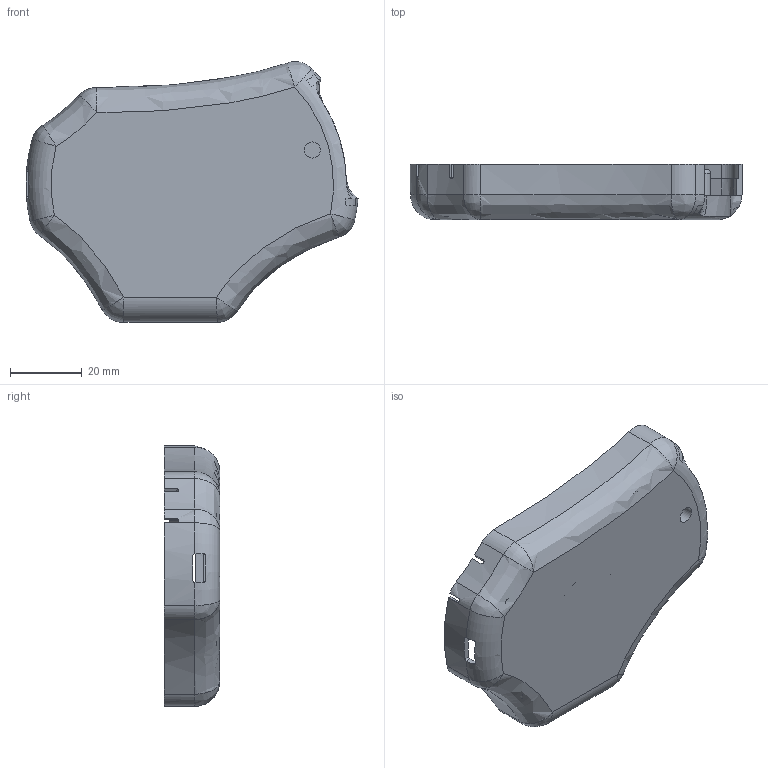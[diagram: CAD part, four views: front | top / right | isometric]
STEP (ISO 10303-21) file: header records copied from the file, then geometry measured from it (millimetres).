
FILE_DESCRIPTION(/* description */ (''),/* implementation_level */ '2;1');
FILE_NAME(/* name */ 'roundBaseAlt.step',/* time_stamp */ '2022-05-10T16:37:49+02:00',/* author */ (''),/* organization */ (''),/* preprocessor_version */ 'ST-DEVELOPER v18.1',/* originating_system */ 'Autodesk Translation Framework v10.14.0.1471',/* authorisation */ '');
FILE_SCHEMA (('AUTOMOTIVE_DESIGN { 1 0 10303 214 3 1 1 }'));
Length unit declared in the file: millimetre
Products named in the file (1): roundBaseAlt
Bounding box: 92.82 x 15.5 x 72.87 mm (x, y, z)
Volume: 12306.6 mm3; surface area: 19508.6 mm2
Topology: 1 solids, 1 shells, 279 faces, 782 edges, 504 vertices
Faces by surface type: plane 130, bspline 66, cylinder 63, torus 18, sphere 2
Full cylindrical faces by diameter (mm): 4.5 x2, 5 x5, 7 x5, 8 x1, 8.5 x1
Entity records: 13090 total; most frequent: CARTESIAN_POINT 6475, ORIENTED_EDGE 1548, DIRECTION 1116, EDGE_CURVE 774, VERTEX_POINT 504, AXIS2_PLACEMENT_3D 381, LINE 354, VECTOR 354
